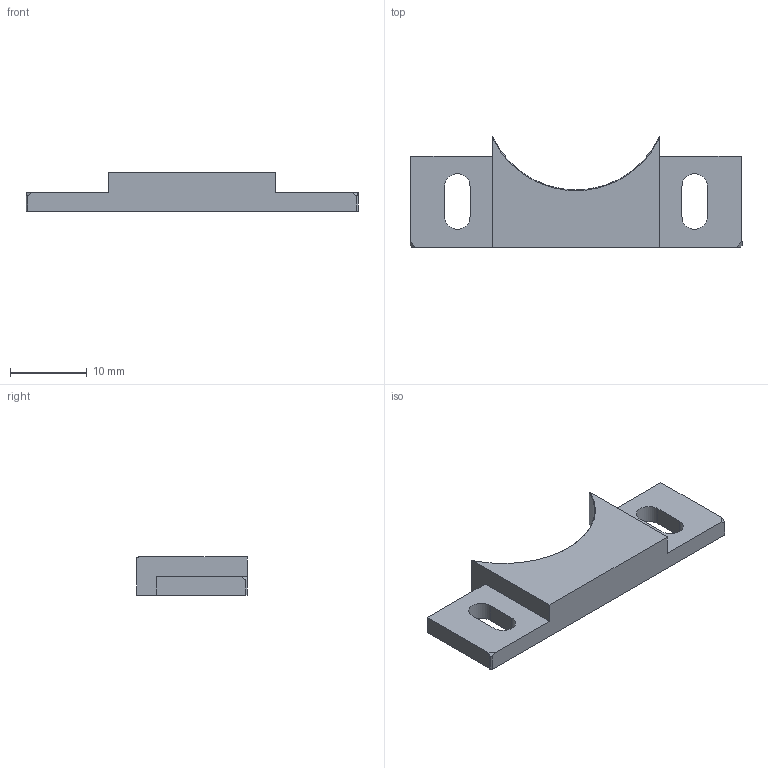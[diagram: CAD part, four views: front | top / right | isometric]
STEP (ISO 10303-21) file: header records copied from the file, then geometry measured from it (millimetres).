
FILE_DESCRIPTION(/* description */ ('STEP AP242','CAx-IF Rec.Pracs.---Representation and Presentation of Product Manufacturing Information (PMI)---4.0---2014-10-13','CAx-IF Rec.Pracs.---3D Tessellated Geometry---0.4---2014-09-14','2;1'),/* implementation_level */ '2;1');
FILE_NAME(/* name */ '61c8e42480feac090ea936b8',/* time_stamp */ '2021-12-26T21:52:36+00:00',/* author */ (''),/* organization */ (''),/* preprocessor_version */ 'ST-DEVELOPER v18.101',/* originating_system */ ' ',/* authorisation */ ' ');
FILE_SCHEMA (('AP242_MANAGED_MODEL_BASED_3D_ENGINEERING_MIM_LF { 1 0 10303 442 1 1 4 }'));
Length unit declared in the file: metre
Products named in the file (1): z_motor_cage_plug
Bounding box: 43.4 x 14.48 x 5 mm (x, y, z)
Volume: 1538.3 mm3; surface area: 1414.9 mm2
Topology: 1 solids, 1 shells, 29 faces, 79 edges, 52 vertices
Faces by surface type: plane 23, cylinder 5, cone 1
Entity records: 940 total; most frequent: CARTESIAN_POINT 167, ORIENTED_EDGE 158, DIRECTION 148, EDGE_CURVE 79, LINE 66, VECTOR 66, VERTEX_POINT 52, AXIS2_PLACEMENT_3D 41
